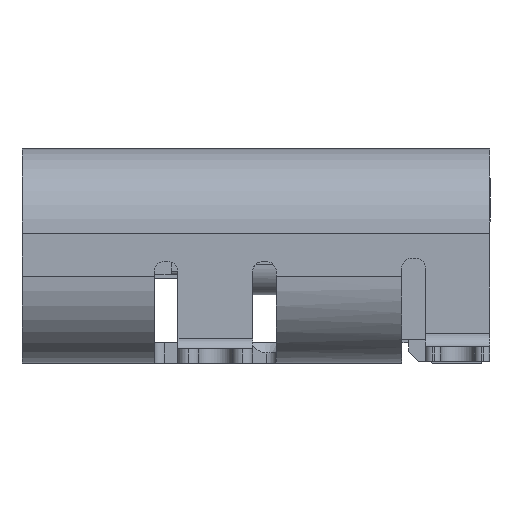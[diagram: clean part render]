
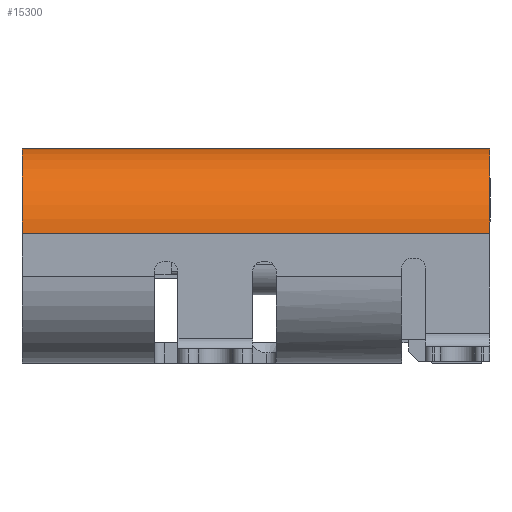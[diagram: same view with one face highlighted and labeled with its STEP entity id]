
A CAD part, left-side view. The second image highlights one B-rep face of the part: STEP entity #15300.
In plain terms, the highlighted cylindrical face has radius 1.25 mm (diameter 2.5 mm), a partial arc.
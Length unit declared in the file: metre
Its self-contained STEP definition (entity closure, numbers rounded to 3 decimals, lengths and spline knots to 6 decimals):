
#694=LINE('',#26242,#2464);
#748=LINE('',#26421,#2518);
#2464=VECTOR('',#22004,1.);
#2518=VECTOR('',#22172,1.);
#4398=ORIENTED_EDGE('',*,*,#8802,.T.);
#4399=ORIENTED_EDGE('',*,*,#8713,.T.);
#4400=ORIENTED_EDGE('',*,*,#8793,.T.);
#4401=ORIENTED_EDGE('',*,*,#8803,.T.);
#8713=EDGE_CURVE('',#10935,#10934,#694,.T.);
#8793=EDGE_CURVE('',#10934,#10994,#12356,.T.);
#8802=EDGE_CURVE('',#11002,#10935,#12360,.T.);
#8803=EDGE_CURVE('',#10994,#11002,#748,.T.);
#10934=VERTEX_POINT('',#26241);
#10935=VERTEX_POINT('',#26243);
#10994=VERTEX_POINT('',#26401);
#11002=VERTEX_POINT('',#26420);
#12356=CIRCLE('',#20749,0.00125);
#12360=CIRCLE('',#20754,0.00125);
#12741=EDGE_LOOP('',(#4398,#4399,#4400,#4401));
#13549=FACE_BOUND('',#12741,.T.);
#14343=CYLINDRICAL_SURFACE('',#20753,0.00125);
#15300=ADVANCED_FACE('',(#13549),#14343,.T.);
#20749=AXIS2_PLACEMENT_3D('',#26402,#22155,#22156);
#20753=AXIS2_PLACEMENT_3D('',#26418,#22168,#22169);
#20754=AXIS2_PLACEMENT_3D('',#26419,#22170,#22171);
#22004=DIRECTION('',(0.,1.,0.));
#22155=DIRECTION('',(0.,-1.,0.));
#22156=DIRECTION('',(-1.,0.,0.));
#22168=DIRECTION('',(0.,1.,0.));
#22169=DIRECTION('',(-1.,0.,0.));
#22170=DIRECTION('',(0.,1.,0.));
#22171=DIRECTION('',(1.,0.,0.));
#22172=DIRECTION('',(0.,-1.,0.));
#26241=CARTESIAN_POINT('',(-0.00322,0.001502,0.00319));
#26242=CARTESIAN_POINT('',(-0.00322,-0.005398,0.00319));
#26243=CARTESIAN_POINT('',(-0.00322,-0.005398,0.00319));
#26401=CARTESIAN_POINT('',(-0.00447,0.001502,0.00194));
#26402=CARTESIAN_POINT('',(-0.00322,0.001502,0.00194));
#26418=CARTESIAN_POINT('',(-0.00322,-0.005398,0.00194));
#26419=CARTESIAN_POINT('',(-0.00322,-0.005398,0.00194));
#26420=CARTESIAN_POINT('',(-0.00447,-0.005398,0.00194));
#26421=CARTESIAN_POINT('',(-0.00447,-0.005398,0.00194));
